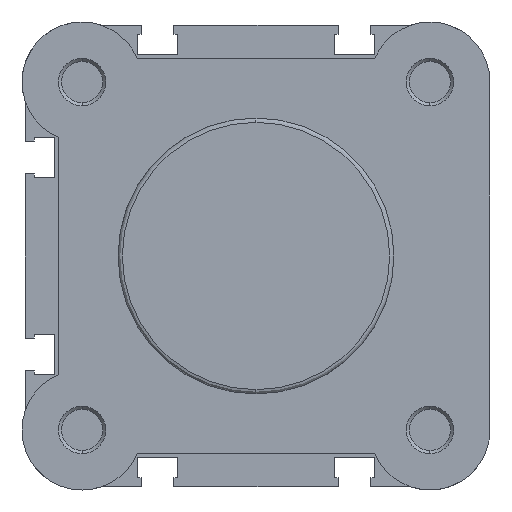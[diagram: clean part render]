
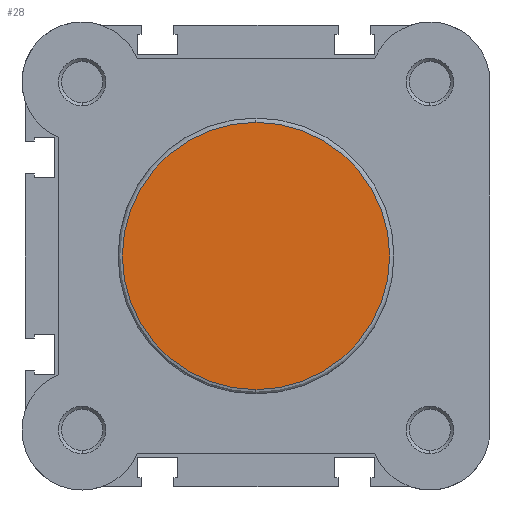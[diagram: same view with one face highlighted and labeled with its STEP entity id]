
A CAD part, left-side view. The second image highlights one B-rep face of the part: STEP entity #28.
In plain terms, the highlighted planar face has unit normal (-1, 0, 0).
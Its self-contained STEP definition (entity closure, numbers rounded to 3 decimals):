
#28 = ADVANCED_FACE ( 'NONE', ( #3246 ), #1522, .F. ) ;
#567 = ORIENTED_EDGE ( 'NONE', *, *, #2878, .T. ) ;
#568 = ORIENTED_EDGE ( 'NONE', *, *, #2684, .T. ) ;
#1262 = VERTEX_POINT ( 'NONE', #2484 ) ;
#1263 = VERTEX_POINT ( 'NONE', #2485 ) ;
#1521 = CARTESIAN_POINT ( 'NONE',  ( 0., 22.4, 0. ) ) ;
#1522 = PLANE ( 'NONE',  #2938 ) ;
#1524 = DIRECTION ( 'NONE',  ( 1., 0., 0. ) ) ;
#1525 = DIRECTION ( 'NONE',  ( 0., 0., -1. ) ) ;
#2484 = CARTESIAN_POINT ( 'NONE',  ( 0., 0., 21.7 ) ) ;
#2485 = CARTESIAN_POINT ( 'NONE',  ( 0., 0., -21.7 ) ) ;
#2684 = EDGE_CURVE ( 'NONE', #1263, #1262, #5973, .T. ) ;
#2878 = EDGE_CURVE ( 'NONE', #1262, #1263, #6141, .T. ) ;
#2938 = AXIS2_PLACEMENT_3D ( 'NONE', #1521, #1524, #1525 ) ;
#3246 = FACE_OUTER_BOUND ( 'NONE', #3323, .T. ) ;
#3323 = EDGE_LOOP ( 'NONE', ( #568, #567 ) ) ;
#3829 = AXIS2_PLACEMENT_3D ( 'NONE', #4245, #4247, #4248 ) ;
#3882 = AXIS2_PLACEMENT_3D ( 'NONE', #4529, #4531, #4532 ) ;
#4245 = CARTESIAN_POINT ( 'NONE',  ( 0., 0., 0. ) ) ;
#4247 = DIRECTION ( 'NONE',  ( -1., 0., 0. ) ) ;
#4248 = DIRECTION ( 'NONE',  ( 0., 0., -1. ) ) ;
#4529 = CARTESIAN_POINT ( 'NONE',  ( 0., 0., 0. ) ) ;
#4531 = DIRECTION ( 'NONE',  ( -1., 0., 0. ) ) ;
#4532 = DIRECTION ( 'NONE',  ( 0., 0., -1. ) ) ;
#5973 = CIRCLE ( 'NONE', #3829, 21.7 ) ;
#6141 = CIRCLE ( 'NONE', #3882, 21.7 ) ;
